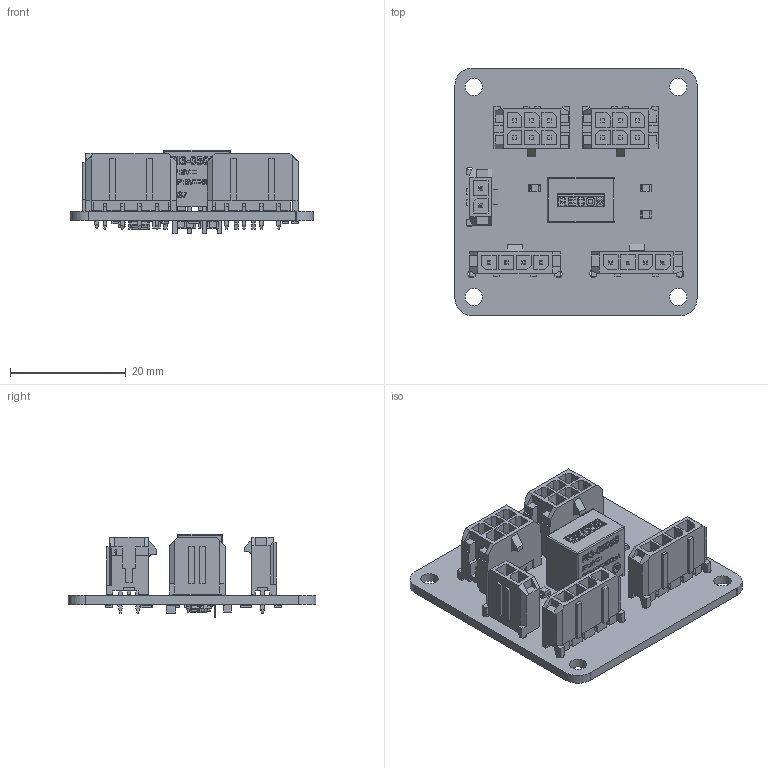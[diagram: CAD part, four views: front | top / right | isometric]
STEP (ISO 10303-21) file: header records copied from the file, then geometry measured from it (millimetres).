
FILE_DESCRIPTION(('KiCad electronic assembly'),'2;1');
FILE_NAME('MPPT-Interface-Board.step','2025-02-16T19:06:56',('Pcbnew'),( 'Kicad'),'Open CASCADE STEP processor 7.8','KiCad to STEP converter' ,'Unknown');
FILE_SCHEMA(('AUTOMOTIVE_DESIGN { 1 0 10303 214 1 1 1 1 }'));
Length unit declared in the file: millimetre
Products named in the file (27): MPPT-Interface-Board 1; LED_0805_2012Metric; 436500215; 436500215wbm000_01; 430450612; 436500428; RI3; RI3_case; RI3_pin4(+Vout); RI3_pin1(-Vin; RI3_pin2(+Vin); RI3_pin3(-Vout); RI3_potting; R_0805_2012Metric; BZT52-B12-QX; ASSEMBLY; C_0805_2012Metric; SOT-23; SOT_23; D_SOD-323; D_SOD_323; MPPT-Interface-Board_PCB
Assembly tree (39 placements, depth 3):
  MPPT-Interface-Board 1
    LED_0805_2012Metric  x3
      LED_0805_2012Metric
    436500215
      436500215wbm000_01
    430450612  x2
      430450612
    436500428  x2
      436500428
    RI3
      RI3_case
      RI3_pin4(+Vout)
      RI3_pin1(-Vin
      RI3_pin2(+Vin)
      RI3_pin3(-Vout)
      RI3_potting
    R_0805_2012Metric  x6
      R_0805_2012Metric
    BZT52-B12-QX
      ASSEMBLY
    C_0805_2012Metric  x5
      C_0805_2012Metric
    SOT-23
      SOT_23
    D_SOD-323
      D_SOD_323
    MPPT-Interface-Board_PCB
Bounding box: 41.75 x 42.75 x 14.4 mm (x, y, z)
Volume: 5239.5 mm3; surface area: 9997.6 mm2
Topology: 33 solids, 33 shells, 2116 faces, 5872 edges, 4028 vertices
Faces by surface type: plane 1787, cylinder 264, bspline 53, cone 8, sphere 4
Full cylindrical faces by diameter (mm): 0.85 x4, 1.02 x26, 1.27 x6, 3 x4
Entity records: 43189 total; most frequent: CARTESIAN_POINT 8178, ORIENTED_EDGE 6790, DIRECTION 5891, EDGE_CURVE 3395, LINE 2837, VECTOR 2837, VERTEX_POINT 2330, AXIS2_PLACEMENT_3D 1527
